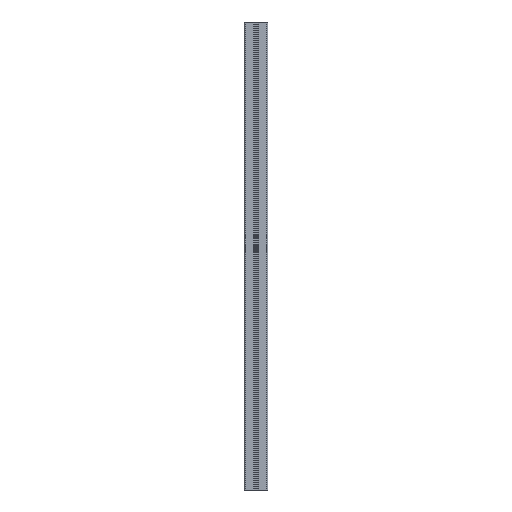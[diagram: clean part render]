
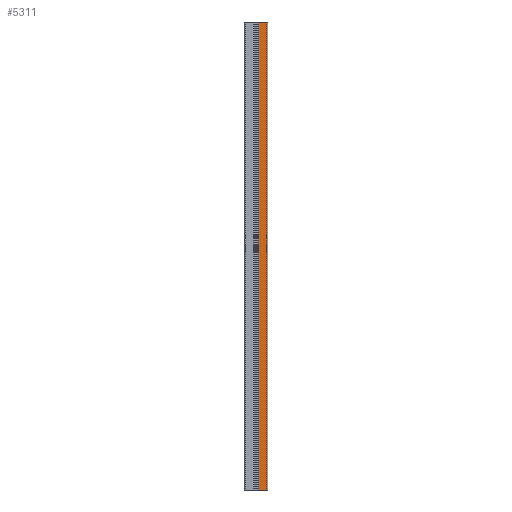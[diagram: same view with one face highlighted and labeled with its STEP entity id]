
A CAD part, front view. The second image highlights one B-rep face of the part: STEP entity #5311.
In plain terms, the highlighted planar face has unit normal (0, -1, 0).
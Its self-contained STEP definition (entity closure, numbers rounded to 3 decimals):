
#146 = ORIENTED_EDGE ( 'NONE', *, *, #2181, .F. ) ;
#644 = CARTESIAN_POINT ( 'NONE',  ( 22.5, -25., 1000. ) ) ;
#1278 = VECTOR ( 'NONE', #2078, 1000. ) ;
#1364 = VERTEX_POINT ( 'NONE', #4527 ) ;
#1389 = VECTOR ( 'NONE', #1757, 1000. ) ;
#1632 = FACE_OUTER_BOUND ( 'NONE', #5543, .T. ) ;
#1657 = EDGE_CURVE ( 'NONE', #1364, #2208, #2702, .T. ) ;
#1757 = DIRECTION ( 'NONE',  ( 0., 0., -1. ) ) ;
#1785 = CARTESIAN_POINT ( 'NONE',  ( 5.4, -25., 0. ) ) ;
#2014 = CARTESIAN_POINT ( 'NONE',  ( 0., -25., 1000. ) ) ;
#2078 = DIRECTION ( 'NONE',  ( -1., 0., 0. ) ) ;
#2181 = EDGE_CURVE ( 'NONE', #5889, #1364, #4356, .T. ) ;
#2205 = EDGE_CURVE ( 'NONE', #2589, #2208, #4403, .T. ) ;
#2208 = VERTEX_POINT ( 'NONE', #1785 ) ;
#2305 = ORIENTED_EDGE ( 'NONE', *, *, #1657, .F. ) ;
#2544 = EDGE_CURVE ( 'NONE', #5889, #2589, #6115, .T. ) ;
#2589 = VERTEX_POINT ( 'NONE', #5599 ) ;
#2596 = CARTESIAN_POINT ( 'NONE',  ( 0., -25., 0. ) ) ;
#2702 = LINE ( 'NONE', #2596, #1278 ) ;
#2799 = DIRECTION ( 'NONE',  ( 0., 0., -1. ) ) ;
#2874 = CARTESIAN_POINT ( 'NONE',  ( 22.5, -25., 1000. ) ) ;
#3158 = PLANE ( 'NONE',  #3611 ) ;
#3611 = AXIS2_PLACEMENT_3D ( 'NONE', #2014, #5188, #4168 ) ;
#3886 = CARTESIAN_POINT ( 'NONE',  ( 0., -25., 1000. ) ) ;
#4168 = DIRECTION ( 'NONE',  ( 1., 0., 0. ) ) ;
#4356 = LINE ( 'NONE', #2874, #6821 ) ;
#4403 = LINE ( 'NONE', #6515, #1389 ) ;
#4527 = CARTESIAN_POINT ( 'NONE',  ( 22.5, -25., 0. ) ) ;
#4623 = VECTOR ( 'NONE', #5499, 1000. ) ;
#5188 = DIRECTION ( 'NONE',  ( 0., -1., 0. ) ) ;
#5311 = ADVANCED_FACE ( 'NONE', ( #1632 ), #3158, .T. ) ;
#5499 = DIRECTION ( 'NONE',  ( -1., 0., 0. ) ) ;
#5543 = EDGE_LOOP ( 'NONE', ( #2305, #146, #5782, #6166 ) ) ;
#5599 = CARTESIAN_POINT ( 'NONE',  ( 5.4, -25., 1000. ) ) ;
#5782 = ORIENTED_EDGE ( 'NONE', *, *, #2544, .T. ) ;
#5889 = VERTEX_POINT ( 'NONE', #644 ) ;
#6115 = LINE ( 'NONE', #3886, #4623 ) ;
#6166 = ORIENTED_EDGE ( 'NONE', *, *, #2205, .T. ) ;
#6515 = CARTESIAN_POINT ( 'NONE',  ( 5.4, -25., 1000. ) ) ;
#6821 = VECTOR ( 'NONE', #2799, 1000. ) ;
